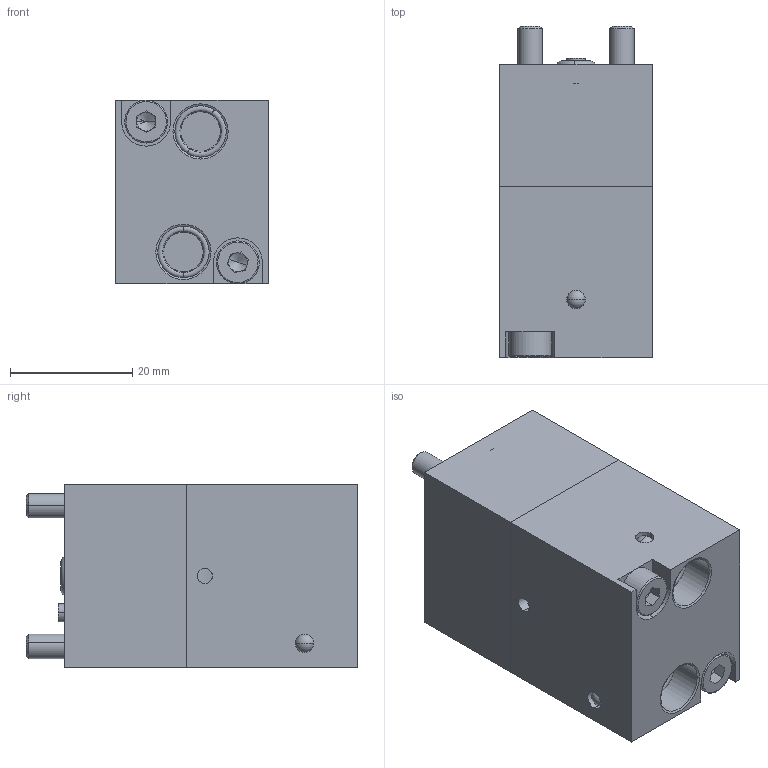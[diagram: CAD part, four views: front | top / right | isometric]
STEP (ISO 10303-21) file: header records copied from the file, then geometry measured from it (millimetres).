
FILE_DESCRIPTION (( 'STEP AP214' ), '1' );
FILE_NAME ('08_300_4.STEP', '2016-01-04T14:02:56', ( '' ), ( '' ), 'SwSTEP 2.0', 'SolidWorks 2016', '' );
FILE_SCHEMA (( 'AUTOMOTIVE_DESIGN' ));
Length unit declared in the file: millimetre
Products named in the file (1): 08_300_4
Bounding box: 25 x 54.2 x 30 mm (x, y, z)
Volume: 36558.1 mm3; surface area: 11778.5 mm2
Topology: 14 solids, 14 shells, 207 faces, 460 edges, 278 vertices
Faces by surface type: plane 99, cylinder 50, torus 28, cone 22, sphere 8
Entity records: 5711 total; most frequent: DIRECTION 1036, CARTESIAN_POINT 980, ORIENTED_EDGE 860, EDGE_CURVE 430, AXIS2_PLACEMENT_3D 404, VERTEX_POINT 266, LINE 228, VECTOR 228
